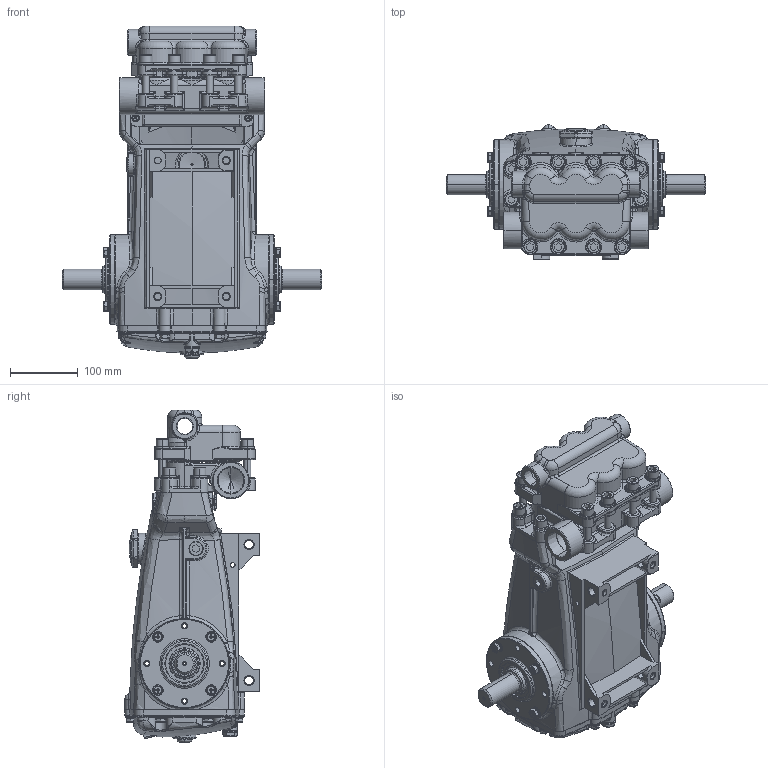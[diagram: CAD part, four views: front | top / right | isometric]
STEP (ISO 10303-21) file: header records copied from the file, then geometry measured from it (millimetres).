
FILE_DESCRIPTION (( 'STEP AP203' ), '1' );
FILE_NAME ('2530.STEP', '2022-02-03T20:47:01', ( '' ), ( '' ), 'SwSTEP 2.0', 'SolidWorks 2021', '' );
FILE_SCHEMA (( 'CONFIG_CONTROL_DESIGN' ));
Products named in the file (1): 2530
Bounding box: 382 x 198 x 488.5 mm (x, y, z)
Surface area: 608025.7 mm2 (no closed solid volume)
Topology: 0 solids, 75 shells, 2465 faces, 7518 edges, 4904 vertices
Faces by surface type: cylinder 895, plane 703, bspline 420, torus 277, cone 121, sphere 49
Entity records: 111514 total; most frequent: CARTESIAN_POINT 48553, DIRECTION 12894, ORIENTED_EDGE 12622, EDGE_CURVE 7421, AXIS2_PLACEMENT_3D 5037, VERTEX_POINT 4896, CIRCLE 2991, LINE 2820
